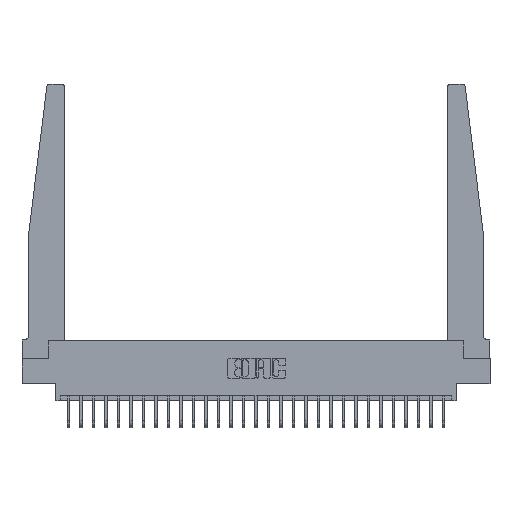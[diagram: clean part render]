
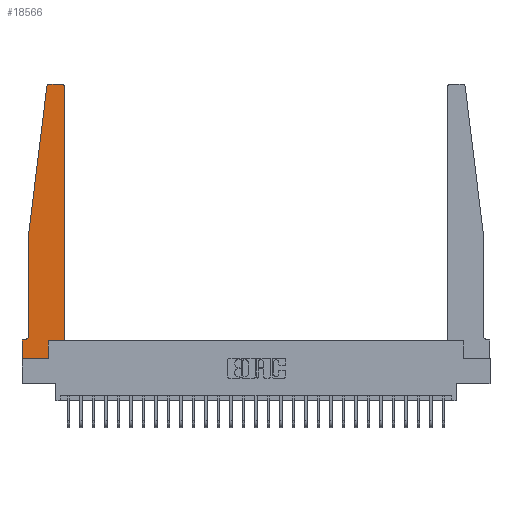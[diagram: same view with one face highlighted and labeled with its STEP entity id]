
A CAD part, top view. The second image highlights one B-rep face of the part: STEP entity #18566.
In plain terms, the highlighted planar face has unit normal (0, 0, 1).
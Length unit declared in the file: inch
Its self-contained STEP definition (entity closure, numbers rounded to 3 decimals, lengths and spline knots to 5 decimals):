
#215 = VERTEX_POINT ( 'NONE', #25472 ) ;
#238 = EDGE_CURVE ( 'NONE', #19764, #16716, #27894, .T. ) ;
#473 = CARTESIAN_POINT ( 'NONE',  ( 0.27653, 2.75, 0.37 ) ) ;
#876 = LINE ( 'NONE', #13561, #3977 ) ;
#936 = VERTEX_POINT ( 'NONE', #25111 ) ;
#1300 = DIRECTION ( 'NONE',  ( -1., 0., 0. ) ) ;
#1431 = AXIS2_PLACEMENT_3D ( 'NONE', #26120, #3351, #1300 ) ;
#1519 = DIRECTION ( 'NONE',  ( 1., 0., 0. ) ) ;
#2350 = EDGE_CURVE ( 'NONE', #20032, #4206, #25260, .T. ) ;
#2581 = AXIS2_PLACEMENT_3D ( 'NONE', #5177, #23108, #12032 ) ;
#2593 = VECTOR ( 'NONE', #22724, 39.37008 ) ;
#2968 = ORIENTED_EDGE ( 'NONE', *, *, #24085, .T. ) ;
#3077 = CIRCLE ( 'NONE', #2581, 0.03 ) ;
#3293 = DIRECTION ( 'NONE',  ( 0., -1., 0. ) ) ;
#3351 = DIRECTION ( 'NONE',  ( 0., 0., -1. ) ) ;
#3487 = CARTESIAN_POINT ( 'NONE',  ( 0., 0., 0.37 ) ) ;
#3977 = VECTOR ( 'NONE', #22444, 39.37008 ) ;
#4120 = EDGE_CURVE ( 'NONE', #23439, #936, #20391, .T. ) ;
#4206 = VERTEX_POINT ( 'NONE', #3487 ) ;
#4275 = CARTESIAN_POINT ( 'NONE',  ( 0.015, 0.1875, 0.37 ) ) ;
#4578 = CARTESIAN_POINT ( 'NONE',  ( 0.065, 1.25, 0.37 ) ) ;
#4808 = VERTEX_POINT ( 'NONE', #4275 ) ;
#4837 = ORIENTED_EDGE ( 'NONE', *, *, #10580, .T. ) ;
#5177 = CARTESIAN_POINT ( 'NONE',  ( 0.395, 2.72, 0.37 ) ) ;
#5546 = PLANE ( 'NONE',  #10658 ) ;
#5554 = DIRECTION ( 'NONE',  ( 0., -1., 0. ) ) ;
#6185 = CARTESIAN_POINT ( 'NONE',  ( 0.065, 0.2375, 0.37 ) ) ;
#6195 = LINE ( 'NONE', #15094, #14883 ) ;
#6647 = LINE ( 'NONE', #6931, #27309 ) ;
#6871 = EDGE_CURVE ( 'NONE', #24953, #4808, #21901, .T. ) ;
#6931 = CARTESIAN_POINT ( 'NONE',  ( 0.065, 0.1875, 0.37 ) ) ;
#7590 = FACE_OUTER_BOUND ( 'NONE', #13766, .T. ) ;
#7947 = DIRECTION ( 'NONE',  ( 0., 0., 1. ) ) ;
#8234 = ORIENTED_EDGE ( 'NONE', *, *, #13877, .T. ) ;
#8840 = CARTESIAN_POINT ( 'NONE',  ( 0.425, 0.18, 0.37 ) ) ;
#8900 = EDGE_CURVE ( 'NONE', #23125, #24953, #27532, .T. ) ;
#9315 = CARTESIAN_POINT ( 'NONE',  ( 0.2605, 0.18, 0.37 ) ) ;
#10580 = EDGE_CURVE ( 'NONE', #16716, #23125, #25003, .T. ) ;
#10658 = AXIS2_PLACEMENT_3D ( 'NONE', #23192, #13115, #17503 ) ;
#10883 = EDGE_CURVE ( 'NONE', #25375, #19764, #19705, .T. ) ;
#10925 = DIRECTION ( 'NONE',  ( 0., 1., 0. ) ) ;
#10966 = CARTESIAN_POINT ( 'NONE',  ( 0., 0.1875, 0.37 ) ) ;
#11200 = CARTESIAN_POINT ( 'NONE',  ( 0.425, 0.18, 0.37 ) ) ;
#11621 = ORIENTED_EDGE ( 'NONE', *, *, #8900, .T. ) ;
#12032 = DIRECTION ( 'NONE',  ( 1., 0., 0. ) ) ;
#13115 = DIRECTION ( 'NONE',  ( 0., 0., 1. ) ) ;
#13149 = ORIENTED_EDGE ( 'NONE', *, *, #27983, .T. ) ;
#13473 = DIRECTION ( 'NONE',  ( -0.122, -0.992, 0. ) ) ;
#13561 = CARTESIAN_POINT ( 'NONE',  ( 0.425, 0.18, 0.37 ) ) ;
#13766 = EDGE_LOOP ( 'NONE', ( #25174, #24534, #4837, #11621, #16553, #22725, #14807, #13149, #17778, #8234, #16538, #2968 ) ) ;
#13877 = EDGE_CURVE ( 'NONE', #936, #17919, #876, .T. ) ;
#14475 = CARTESIAN_POINT ( 'NONE',  ( 0.2605, 0., 0.37 ) ) ;
#14787 = CARTESIAN_POINT ( 'NONE',  ( 0.25, 2.75, 0.37 ) ) ;
#14807 = ORIENTED_EDGE ( 'NONE', *, *, #2350, .T. ) ;
#14883 = VECTOR ( 'NONE', #21792, 39.37008 ) ;
#15014 = VECTOR ( 'NONE', #3293, 39.37008 ) ;
#15094 = CARTESIAN_POINT ( 'NONE',  ( 0., 0., 0.37 ) ) ;
#15368 = EDGE_CURVE ( 'NONE', #17919, #215, #19661, .T. ) ;
#15688 = DIRECTION ( 'NONE',  ( -1., 0., 0. ) ) ;
#16538 = ORIENTED_EDGE ( 'NONE', *, *, #15368, .T. ) ;
#16553 = ORIENTED_EDGE ( 'NONE', *, *, #6871, .T. ) ;
#16563 = CARTESIAN_POINT ( 'NONE',  ( 0.27653, 2.72, 0.37 ) ) ;
#16716 = VERTEX_POINT ( 'NONE', #27300 ) ;
#17382 = CARTESIAN_POINT ( 'NONE',  ( 0.395, 2.75, 0.37 ) ) ;
#17503 = DIRECTION ( 'NONE',  ( 1., 0., 0. ) ) ;
#17778 = ORIENTED_EDGE ( 'NONE', *, *, #4120, .T. ) ;
#17919 = VERTEX_POINT ( 'NONE', #8840 ) ;
#18566 = ADVANCED_FACE ( 'NONE', ( #7590 ), #5546, .T. ) ;
#18805 = VECTOR ( 'NONE', #13473, 39.37008 ) ;
#19007 = AXIS2_PLACEMENT_3D ( 'NONE', #16563, #7947, #1519 ) ;
#19661 = LINE ( 'NONE', #11200, #28714 ) ;
#19705 = LINE ( 'NONE', #14787, #20649 ) ;
#19764 = VERTEX_POINT ( 'NONE', #473 ) ;
#20032 = VERTEX_POINT ( 'NONE', #10966 ) ;
#20133 = CARTESIAN_POINT ( 'NONE',  ( 0.065, 1.25, 0.37 ) ) ;
#20391 = LINE ( 'NONE', #9315, #2593 ) ;
#20649 = VECTOR ( 'NONE', #21761, 39.37008 ) ;
#21761 = DIRECTION ( 'NONE',  ( -1., 0., 0. ) ) ;
#21792 = DIRECTION ( 'NONE',  ( 1., 0., 0. ) ) ;
#21901 = CIRCLE ( 'NONE', #1431, 0.05 ) ;
#22444 = DIRECTION ( 'NONE',  ( 1., 0., 0. ) ) ;
#22724 = DIRECTION ( 'NONE',  ( 0., 1., 0. ) ) ;
#22725 = ORIENTED_EDGE ( 'NONE', *, *, #23931, .T. ) ;
#23108 = DIRECTION ( 'NONE',  ( 0., 0., 1. ) ) ;
#23125 = VERTEX_POINT ( 'NONE', #20133 ) ;
#23192 = CARTESIAN_POINT ( 'NONE',  ( 0., 0.1875, 0.37 ) ) ;
#23439 = VERTEX_POINT ( 'NONE', #14475 ) ;
#23931 = EDGE_CURVE ( 'NONE', #4808, #20032, #6647, .T. ) ;
#24085 = EDGE_CURVE ( 'NONE', #215, #25375, #3077, .T. ) ;
#24534 = ORIENTED_EDGE ( 'NONE', *, *, #238, .T. ) ;
#24953 = VERTEX_POINT ( 'NONE', #6185 ) ;
#25003 = LINE ( 'NONE', #4578, #18805 ) ;
#25111 = CARTESIAN_POINT ( 'NONE',  ( 0.2605, 0.18, 0.37 ) ) ;
#25174 = ORIENTED_EDGE ( 'NONE', *, *, #10883, .T. ) ;
#25260 = LINE ( 'NONE', #27604, #25968 ) ;
#25375 = VERTEX_POINT ( 'NONE', #17382 ) ;
#25472 = CARTESIAN_POINT ( 'NONE',  ( 0.425, 2.72, 0.37 ) ) ;
#25968 = VECTOR ( 'NONE', #5554, 39.37008 ) ;
#26120 = CARTESIAN_POINT ( 'NONE',  ( 0.015, 0.2375, 0.37 ) ) ;
#27300 = CARTESIAN_POINT ( 'NONE',  ( 0.24675, 2.72367, 0.37 ) ) ;
#27309 = VECTOR ( 'NONE', #15688, 39.37008 ) ;
#27532 = LINE ( 'NONE', #27819, #15014 ) ;
#27604 = CARTESIAN_POINT ( 'NONE',  ( 0., 0., 0.37 ) ) ;
#27819 = CARTESIAN_POINT ( 'NONE',  ( 0.065, 1.25, 0.37 ) ) ;
#27894 = CIRCLE ( 'NONE', #19007, 0.03 ) ;
#27983 = EDGE_CURVE ( 'NONE', #4206, #23439, #6195, .T. ) ;
#28714 = VECTOR ( 'NONE', #10925, 39.37008 ) ;
